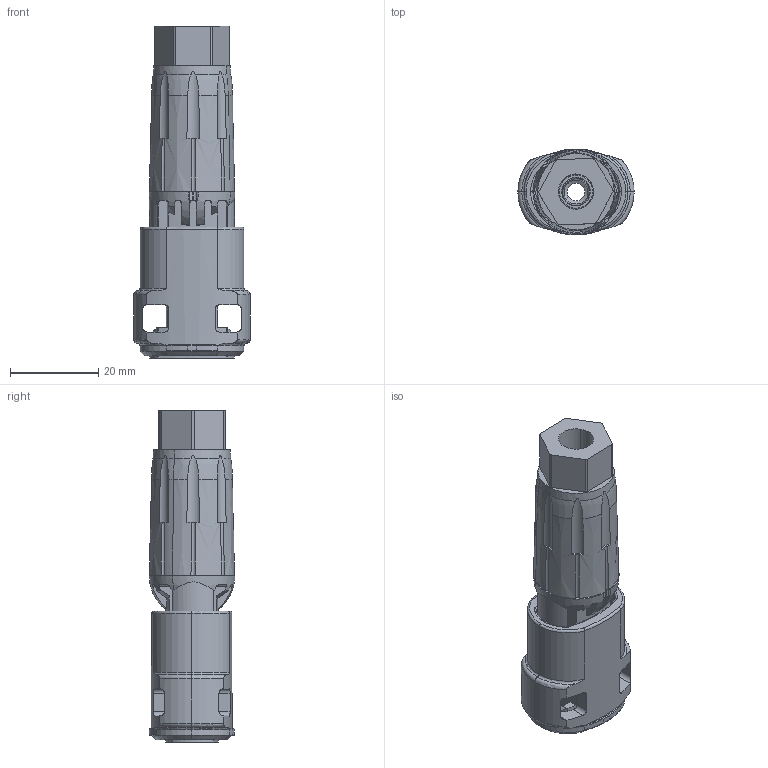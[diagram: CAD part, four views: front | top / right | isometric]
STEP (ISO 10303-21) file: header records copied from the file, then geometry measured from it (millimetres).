
FILE_DESCRIPTION(('CATIA V5 STEP Exchange','CAx-IF Rec.Pracs.--- Model Styling and Organization---1.5--- 2016-08-15','CAx-IF Rec.Pracs.---Supplemental Geometry---1.0---2011-11-01','CAx-IF Rec.Pracs.--- Composite Materials ---1.1---2010-07-15'),'2;1');
FILE_NAME ('2026095-2_0', '2024-12-12T05:50:10+00:00', ('none'), ('Weidmueller'), 'CATIA Version 5-6 Release 2022 SP4 HF5', 'CATIA V5 STEP AP214 v3', 'none');
FILE_SCHEMA(('AUTOMOTIVE_DESIGN { 1 0 10303 214 1 1 1 1 }'));
Length unit declared in the file: millimetre
Products named in the file (1): 3035660000
Bounding box: 26.4 x 19.46 x 75.35 mm (x, y, z)
Volume: 15640.2 mm3; surface area: 15125.8 mm2
Topology: 1 solids, 3 shells, 493 faces, 1352 edges, 860 vertices
Faces by surface type: cylinder 155, plane 150, torus 70, cone 59, extrusion 32, revolution 20, bspline 4, sphere 3
Entity records: 17047 total; most frequent: CARTESIAN_POINT 5422, ORIENTED_EDGE 2704, DIRECTION 1596, EDGE_CURVE 1352, VERTEX_POINT 860, AXIS2_PLACEMENT_3D 782, EDGE_LOOP 516, VECTOR 496
